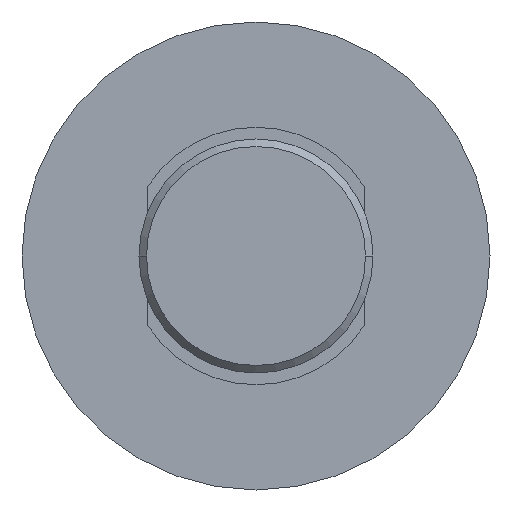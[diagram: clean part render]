
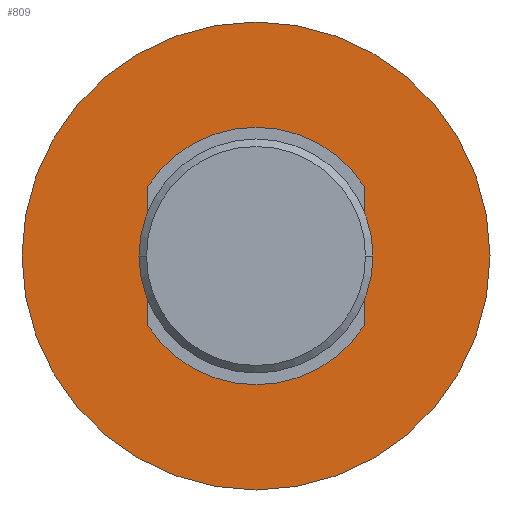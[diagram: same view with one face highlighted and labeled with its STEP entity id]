
A CAD part, left-side view. The second image highlights one B-rep face of the part: STEP entity #809.
In plain terms, the highlighted planar face has unit normal (-1, 0, 0).
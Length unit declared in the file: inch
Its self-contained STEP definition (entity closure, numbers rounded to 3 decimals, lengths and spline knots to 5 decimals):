
#221=CARTESIAN_POINT('',(2.125,0.0,-1.25));
#222=VERTEX_POINT('',#221);
#231=CARTESIAN_POINT('',(2.125,0.,1.25));
#232=VERTEX_POINT('',#231);
#233=CARTESIAN_POINT('',(2.125,0.0,0.0));
#234=DIRECTION('',(1.0,0.0,0.0));
#235=DIRECTION('',(0.0,0.0,-1.0));
#236=AXIS2_PLACEMENT_3D('',#233,#234,#235);
#237=CIRCLE('',#236,1.25);
#238=EDGE_CURVE('',#232,#222,#237,.F.);
#265=CARTESIAN_POINT('',(2.125,0.,-0.6875));
#266=VERTEX_POINT('',#265);
#282=CARTESIAN_POINT('',(2.125,0.57813,-0.37206));
#283=VERTEX_POINT('',#282);
#290=CARTESIAN_POINT('',(2.125,0.0,0.0));
#291=DIRECTION('',(1.0,0.0,0.0));
#292=DIRECTION('',(0.0,0.0,-1.0));
#293=AXIS2_PLACEMENT_3D('',#290,#291,#292);
#294=CIRCLE('',#293,0.6875);
#295=EDGE_CURVE('',#283,#266,#294,.F.);
#305=CARTESIAN_POINT('',(2.125,0.,0.6875));
#306=VERTEX_POINT('',#305);
#315=CARTESIAN_POINT('',(2.125,0.57813,0.37206));
#316=VERTEX_POINT('',#315);
#317=CARTESIAN_POINT('',(2.125,0.0,0.0));
#318=DIRECTION('',(1.0,0.0,0.0));
#319=DIRECTION('',(0.0,0.0,-1.0));
#320=AXIS2_PLACEMENT_3D('',#317,#318,#319);
#321=CIRCLE('',#320,0.6875);
#322=EDGE_CURVE('',#306,#316,#321,.F.);
#629=CARTESIAN_POINT('',(2.125,-0.57813,0.37206));
#630=VERTEX_POINT('',#629);
#637=CARTESIAN_POINT('',(2.125,0.0,0.0));
#638=DIRECTION('',(1.0,0.0,0.0));
#639=DIRECTION('',(0.0,0.0,-1.0));
#640=AXIS2_PLACEMENT_3D('',#637,#638,#639);
#641=CIRCLE('',#640,0.6875);
#642=EDGE_CURVE('',#630,#306,#641,.F.);
#660=CARTESIAN_POINT('',(2.125,-0.57813,-0.37206));
#661=VERTEX_POINT('',#660);
#668=CARTESIAN_POINT('',(2.125,-0.57813,-0.37206));
#669=DIRECTION('',(0.0,0.0,1.0));
#670=VECTOR('',#669,0.74412);
#671=LINE('',#668,#670);
#672=EDGE_CURVE('',#661,#630,#671,.T.);
#684=CARTESIAN_POINT('',(2.125,0.0,0.0));
#685=DIRECTION('',(1.0,0.0,0.0));
#686=DIRECTION('',(0.0,0.0,-1.0));
#687=AXIS2_PLACEMENT_3D('',#684,#685,#686);
#688=CIRCLE('',#687,0.6875);
#689=EDGE_CURVE('',#266,#661,#688,.F.);
#715=CARTESIAN_POINT('',(2.125,0.57813,0.37206));
#716=DIRECTION('',(0.0,0.0,-1.0));
#717=VECTOR('',#716,0.74412);
#718=LINE('',#715,#717);
#719=EDGE_CURVE('',#316,#283,#718,.T.);
#782=CARTESIAN_POINT('',(2.125,0.0,0.0));
#783=DIRECTION('',(1.0,0.0,0.0));
#784=DIRECTION('',(0.0,0.0,-1.0));
#785=AXIS2_PLACEMENT_3D('',#782,#783,#784);
#786=CIRCLE('',#785,1.25);
#787=EDGE_CURVE('',#222,#232,#786,.F.);
#792=CARTESIAN_POINT('',(2.125,0.0,-0.96875));
#793=DIRECTION('',(-1.0,0.0,0.0));
#794=DIRECTION('',(0.0,-1.0,0.0));
#795=AXIS2_PLACEMENT_3D('',#792,#793,#794);
#796=PLANE('',#795);
#797=ORIENTED_EDGE('',*,*,#787,.T.);
#798=ORIENTED_EDGE('',*,*,#238,.T.);
#799=EDGE_LOOP('',(#797,#798));
#800=FACE_OUTER_BOUND('',#799,.T.);
#801=ORIENTED_EDGE('',*,*,#719,.F.);
#802=ORIENTED_EDGE('',*,*,#322,.F.);
#803=ORIENTED_EDGE('',*,*,#642,.F.);
#804=ORIENTED_EDGE('',*,*,#672,.F.);
#805=ORIENTED_EDGE('',*,*,#689,.F.);
#806=ORIENTED_EDGE('',*,*,#295,.F.);
#807=EDGE_LOOP('',(#801,#802,#803,#804,#805,#806));
#808=FACE_BOUND('',#807,.T.);
#809=ADVANCED_FACE('',(#800,#808),#796,.T.);
